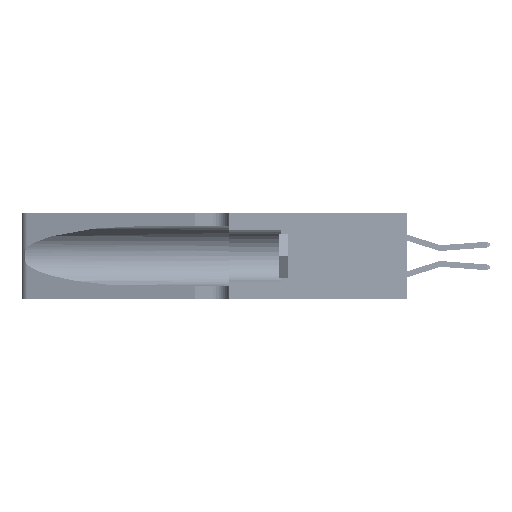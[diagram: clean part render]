
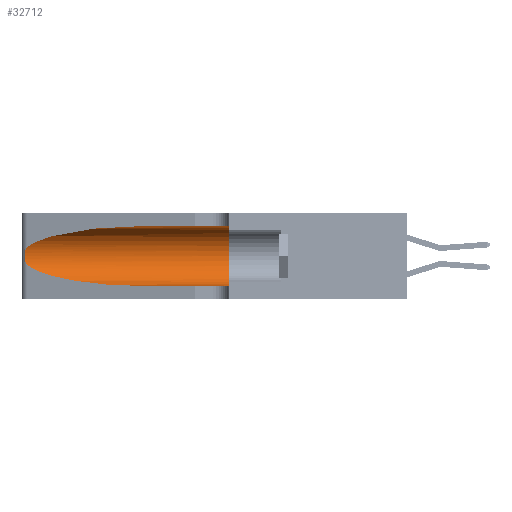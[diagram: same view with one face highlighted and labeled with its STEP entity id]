
A CAD part, left-side view. The second image highlights one B-rep face of the part: STEP entity #32712.
In plain terms, the highlighted cylindrical face has radius 3.308 mm (diameter 6.617 mm), a partial arc.
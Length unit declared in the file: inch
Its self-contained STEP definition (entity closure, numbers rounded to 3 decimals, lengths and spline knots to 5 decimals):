
#77 = VERTEX_POINT ( 'NONE', #7427 ) ;
#159 = AXIS2_PLACEMENT_3D ( 'NONE', #33996, #10656, #37905 ) ;
#2609 = CARTESIAN_POINT ( 'NONE',  ( 0.26017, 1.23833, 0.17102 ) ) ;
#2798 = CIRCLE ( 'NONE', #159, 0.13025 ) ;
#3149 = VECTOR ( 'NONE', #47782, 39.37008 ) ;
#3530 = VERTEX_POINT ( 'NONE', #29809 ) ;
#3765 = ORIENTED_EDGE ( 'NONE', *, *, #32230, .F. ) ;
#4364 = LINE ( 'NONE', #24607, #3149 ) ;
#5410 =( BOUNDED_CURVE ( )  B_SPLINE_CURVE ( 3, ( #39273, #8090, #46972, #23792 ),
 .UNSPECIFIED., .F., .F. ) 
 B_SPLINE_CURVE_WITH_KNOTS ( ( 4, 4 ),
 ( 1.5708, 2.84003 ),
 .UNSPECIFIED. ) 
 CURVE ( )  GEOMETRIC_REPRESENTATION_ITEM ( )  RATIONAL_B_SPLINE_CURVE ( ( 1., 0.87, 0.87, 1. ) ) 
 REPRESENTATION_ITEM ( '' )  );
#6506 = CARTESIAN_POINT ( 'NONE',  ( 0.25789, 1.23486, 0.15765 ) ) ;
#7427 = CARTESIAN_POINT ( 'NONE',  ( 0.25487, 1.22718, 0.22369 ) ) ;
#8015 = DIRECTION ( 'NONE',  ( 0., -1., 0. ) ) ;
#8090 = CARTESIAN_POINT ( 'NONE',  ( 0.18966, 0.96281, 0.31525 ) ) ;
#8481 = EDGE_CURVE ( 'NONE', #77, #14749, #9175, .T. ) ;
#8559 = CYLINDRICAL_SURFACE ( 'NONE', #37194, 0.13025 ) ;
#8794 = VERTEX_POINT ( 'NONE', #28318 ) ;
#9175 = B_SPLINE_CURVE_WITH_KNOTS ( 'NONE', 3,
 ( #10278, #14245, #41445, #18129, #45281, #22059, #49130, #25974, #2609, #29892, #6506, #33790, #10460, #37706 ),
 .UNSPECIFIED., .F., .F.,
 ( 4, 2, 2, 2, 2, 2, 4 ),
 ( 0., 0.00027, 0.00053, 0.00107, 0.0016, 0.00187, 0.00214 ),
 .UNSPECIFIED. ) ;
#10278 = CARTESIAN_POINT ( 'NONE',  ( 0.25487, 1.22718, 0.22369 ) ) ;
#10460 = CARTESIAN_POINT ( 'NONE',  ( 0.25555, 1.22993, 0.14849 ) ) ;
#10656 = DIRECTION ( 'NONE',  ( 0., 1., 0. ) ) ;
#11858 = CARTESIAN_POINT ( 'NONE',  ( 0.1305, 1.61858, 0.05475 ) ) ;
#11964 = DIRECTION ( 'NONE',  ( 0., 0., -1. ) ) ;
#12111 = VERTEX_POINT ( 'NONE', #20634 ) ;
#12846 = VECTOR ( 'NONE', #31446, 39.37008 ) ;
#12901 = ORIENTED_EDGE ( 'NONE', *, *, #34799, .T. ) ;
#13391 = VERTEX_POINT ( 'NONE', #20365 ) ;
#14245 = CARTESIAN_POINT ( 'NONE',  ( 0.25555, 1.22994, 0.2215 ) ) ;
#14749 = VERTEX_POINT ( 'NONE', #23857 ) ;
#15709 = EDGE_CURVE ( 'NONE', #8794, #3530, #2798, .T. ) ;
#18129 = CARTESIAN_POINT ( 'NONE',  ( 0.25787, 1.23484, 0.2124 ) ) ;
#19696 = ORIENTED_EDGE ( 'NONE', *, *, #8481, .T. ) ;
#20365 = CARTESIAN_POINT ( 'NONE',  ( 0.1305, 0.72297, 0.31525 ) ) ;
#20634 = CARTESIAN_POINT ( 'NONE',  ( 0.1305, 0.72297, 0.05475 ) ) ;
#22059 = CARTESIAN_POINT ( 'NONE',  ( 0.26018, 1.23835, 0.19895 ) ) ;
#22890 = CARTESIAN_POINT ( 'NONE',  ( 0.2373, 1.15595, 0.08982 ) ) ;
#23216 = LINE ( 'NONE', #11858, #12846 ) ;
#23546 = CARTESIAN_POINT ( 'NONE',  ( 0.1305, 1.61858, 0.185 ) ) ;
#23792 = CARTESIAN_POINT ( 'NONE',  ( 0.25487, 1.22718, 0.22369 ) ) ;
#23857 = CARTESIAN_POINT ( 'NONE',  ( 0.25487, 1.22718, 0.14631 ) ) ;
#24607 = CARTESIAN_POINT ( 'NONE',  ( 0.1305, 1.61858, 0.31525 ) ) ;
#25974 = CARTESIAN_POINT ( 'NONE',  ( 0.26075, 1.23896, 0.178 ) ) ;
#26832 = CARTESIAN_POINT ( 'NONE',  ( 0.1305, 0.72297, 0.05475 ) ) ;
#28318 = CARTESIAN_POINT ( 'NONE',  ( 0.1305, 0.35, 0.31525 ) ) ;
#29809 = CARTESIAN_POINT ( 'NONE',  ( 0.1305, 0.35, 0.05475 ) ) ;
#29866 = EDGE_CURVE ( 'NONE', #12111, #3530, #23216, .T. ) ;
#29892 = CARTESIAN_POINT ( 'NONE',  ( 0.25856, 1.23593, 0.16098 ) ) ;
#30549 = FACE_OUTER_BOUND ( 'NONE', #44522, .T. ) ;
#31446 = DIRECTION ( 'NONE',  ( 0., -1., 0. ) ) ;
#31730 = ORIENTED_EDGE ( 'NONE', *, *, #34274, .T. ) ;
#32230 = EDGE_CURVE ( 'NONE', #13391, #8794, #4364, .T. ) ;
#32712 = ADVANCED_FACE ( 'NONE', ( #30549 ), #8559, .F. ) ;
#33790 = CARTESIAN_POINT ( 'NONE',  ( 0.25639, 1.23186, 0.15144 ) ) ;
#33996 = CARTESIAN_POINT ( 'NONE',  ( 0.1305, 0.35, 0.185 ) ) ;
#34274 = EDGE_CURVE ( 'NONE', #13391, #77, #5410, .T. ) ;
#34774 = ORIENTED_EDGE ( 'NONE', *, *, #15709, .F. ) ;
#34799 = EDGE_CURVE ( 'NONE', #14749, #12111, #46835, .T. ) ;
#37194 = AXIS2_PLACEMENT_3D ( 'NONE', #23546, #8015, #11964 ) ;
#37706 = CARTESIAN_POINT ( 'NONE',  ( 0.25487, 1.22718, 0.14631 ) ) ;
#37905 = DIRECTION ( 'NONE',  ( 0., 0., 1. ) ) ;
#39273 = CARTESIAN_POINT ( 'NONE',  ( 0.1305, 0.72297, 0.31525 ) ) ;
#41445 = CARTESIAN_POINT ( 'NONE',  ( 0.25639, 1.23184, 0.21858 ) ) ;
#44522 = EDGE_LOOP ( 'NONE', ( #31730, #19696, #12901, #49838, #34774, #3765 ) ) ;
#45281 = CARTESIAN_POINT ( 'NONE',  ( 0.25854, 1.2359, 0.20912 ) ) ;
#46112 = CARTESIAN_POINT ( 'NONE',  ( 0.25487, 1.22718, 0.14631 ) ) ;
#46835 =( BOUNDED_CURVE ( )  B_SPLINE_CURVE ( 3, ( #46112, #22890, #49966, #26832 ),
 .UNSPECIFIED., .F., .F. ) 
 B_SPLINE_CURVE_WITH_KNOTS ( ( 4, 4 ),
 ( 3.44316, 4.71239 ),
 .UNSPECIFIED. ) 
 CURVE ( )  GEOMETRIC_REPRESENTATION_ITEM ( )  RATIONAL_B_SPLINE_CURVE ( ( 1., 0.87, 0.87, 1. ) ) 
 REPRESENTATION_ITEM ( '' )  );
#46972 = CARTESIAN_POINT ( 'NONE',  ( 0.2373, 1.15595, 0.28018 ) ) ;
#47782 = DIRECTION ( 'NONE',  ( 0., -1., 0. ) ) ;
#49130 = CARTESIAN_POINT ( 'NONE',  ( 0.26075, 1.23896, 0.19203 ) ) ;
#49838 = ORIENTED_EDGE ( 'NONE', *, *, #29866, .T. ) ;
#49966 = CARTESIAN_POINT ( 'NONE',  ( 0.18966, 0.96281, 0.05475 ) ) ;
